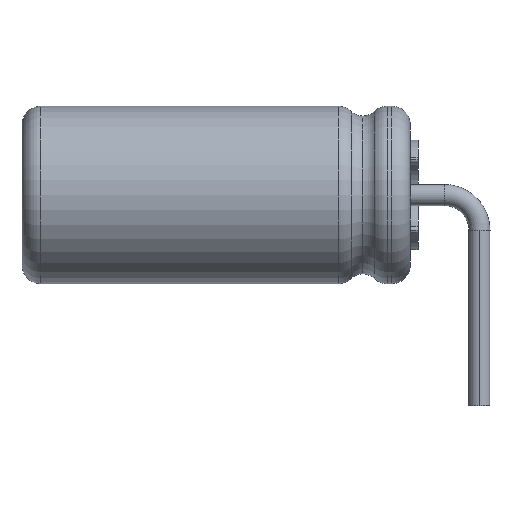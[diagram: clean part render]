
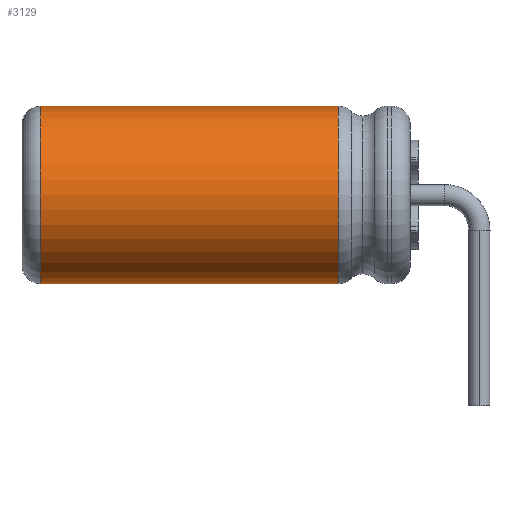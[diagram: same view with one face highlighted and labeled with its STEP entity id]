
A CAD part, left-side view. The second image highlights one B-rep face of the part: STEP entity #3129.
In plain terms, the highlighted cylindrical face has radius 2.525 mm (diameter 5.051 mm), a partial arc.
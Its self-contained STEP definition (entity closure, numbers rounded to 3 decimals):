
#3065 = EDGE_CURVE('',#3066,#3068,#3070,.T.);
#3066 = VERTEX_POINT('',#3067);
#3067 = CARTESIAN_POINT('',(0.,4.056,5.025));
#3068 = VERTEX_POINT('',#3069);
#3069 = CARTESIAN_POINT('',(0.,4.056,-0.025));
#3070 = CIRCLE('',#3071,2.525);
#3071 = AXIS2_PLACEMENT_3D('',#3072,#3073,#3074);
#3072 = CARTESIAN_POINT('',(0.,4.056,2.5));
#3073 = DIRECTION('',(0.,-1.,0.));
#3074 = DIRECTION('',(1.,0.,0.));
#3129 = ADVANCED_FACE('',(#3130),#3156,.T.);
#3130 = FACE_BOUND('',#3131,.T.);
#3131 = EDGE_LOOP('',(#3132,#3143,#3149,#3150));
#3132 = ORIENTED_EDGE('',*,*,#3133,.T.);
#3133 = EDGE_CURVE('',#3134,#3136,#3138,.T.);
#3134 = VERTEX_POINT('',#3135);
#3135 = CARTESIAN_POINT('',(0.,12.535,5.025));
#3136 = VERTEX_POINT('',#3137);
#3137 = CARTESIAN_POINT('',(0.,12.535,-0.025));
#3138 = CIRCLE('',#3139,2.525);
#3139 = AXIS2_PLACEMENT_3D('',#3140,#3141,#3142);
#3140 = CARTESIAN_POINT('',(0.,12.535,2.5));
#3141 = DIRECTION('',(0.,-1.,0.));
#3142 = DIRECTION('',(1.,0.,0.));
#3143 = ORIENTED_EDGE('',*,*,#3144,.F.);
#3144 = EDGE_CURVE('',#3068,#3136,#3145,.T.);
#3145 = LINE('',#3146,#3147);
#3146 = CARTESIAN_POINT('',(0.,14.457,
    -0.025));
#3147 = VECTOR('',#3148,1.);
#3148 = DIRECTION('',(0.,1.,0.));
#3149 = ORIENTED_EDGE('',*,*,#3065,.F.);
#3150 = ORIENTED_EDGE('',*,*,#3151,.F.);
#3151 = EDGE_CURVE('',#3134,#3066,#3152,.T.);
#3152 = LINE('',#3153,#3154);
#3153 = CARTESIAN_POINT('',(0.,14.457,5.025)
  );
#3154 = VECTOR('',#3155,1.);
#3155 = DIRECTION('',(0.,-1.,0.));
#3156 = CYLINDRICAL_SURFACE('',#3157,2.525);
#3157 = AXIS2_PLACEMENT_3D('',#3158,#3159,#3160);
#3158 = CARTESIAN_POINT('',(0.,14.457,2.5));
#3159 = DIRECTION('',(0.,1.,0.));
#3160 = DIRECTION('',(1.,0.,0.));
